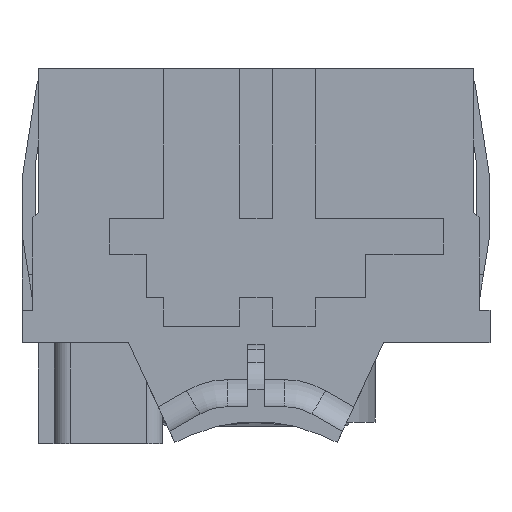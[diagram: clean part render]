
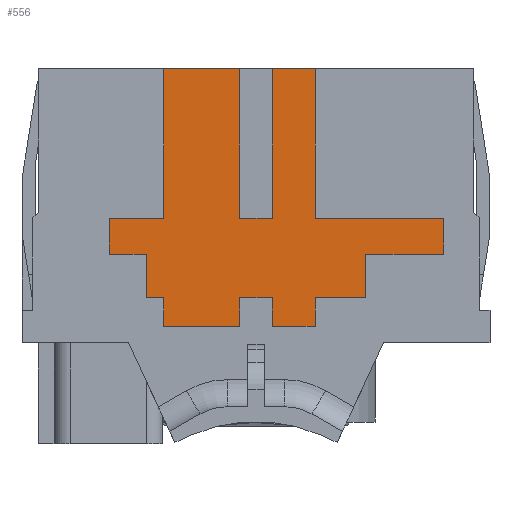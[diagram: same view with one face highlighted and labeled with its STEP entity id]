
A CAD part, front view. The second image highlights one B-rep face of the part: STEP entity #556.
In plain terms, the highlighted planar face has unit normal (0, -1, 0).
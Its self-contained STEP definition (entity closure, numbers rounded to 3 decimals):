
#213=FACE_OUTER_BOUND('',#3188,.T.);
#556=ADVANCED_FACE('',(#213),#915,.F.);
#915=PLANE('',#7596);
#1192=LINE('',#9941,#2134);
#1473=LINE('',#10561,#2415);
#1478=LINE('',#10571,#2420);
#1480=LINE('',#10574,#2422);
#1488=LINE('',#10590,#2430);
#1507=LINE('',#10627,#2449);
#1508=LINE('',#10629,#2450);
#1509=LINE('',#10631,#2451);
#1510=LINE('',#10633,#2452);
#1511=LINE('',#10635,#2453);
#1512=LINE('',#10637,#2454);
#1513=LINE('',#10639,#2455);
#1514=LINE('',#10641,#2456);
#1515=LINE('',#10643,#2457);
#1516=LINE('',#10645,#2458);
#1517=LINE('',#10647,#2459);
#1518=LINE('',#10649,#2460);
#1519=LINE('',#10651,#2461);
#1520=LINE('',#10653,#2462);
#1521=LINE('',#10655,#2463);
#1522=LINE('',#10657,#2464);
#1523=LINE('',#10659,#2465);
#1524=LINE('',#10661,#2466);
#1525=LINE('',#10663,#2467);
#2134=VECTOR('',#8011,1.);
#2415=VECTOR('',#8516,1.);
#2420=VECTOR('',#8523,1.);
#2422=VECTOR('',#8527,1.);
#2430=VECTOR('',#8541,1.);
#2449=VECTOR('',#8564,1.);
#2450=VECTOR('',#8567,1.);
#2451=VECTOR('',#8568,1.);
#2452=VECTOR('',#8569,1.);
#2453=VECTOR('',#8570,1.);
#2454=VECTOR('',#8571,1.);
#2455=VECTOR('',#8572,1.);
#2456=VECTOR('',#8573,1.);
#2457=VECTOR('',#8574,1.);
#2458=VECTOR('',#8575,1.);
#2459=VECTOR('',#8576,1.);
#2460=VECTOR('',#8577,1.);
#2461=VECTOR('',#8578,1.);
#2462=VECTOR('',#8579,1.);
#2463=VECTOR('',#8580,1.);
#2464=VECTOR('',#8581,1.);
#2465=VECTOR('',#8582,1.);
#2466=VECTOR('',#8583,1.);
#2467=VECTOR('',#8584,1.);
#3188=EDGE_LOOP('',(#4150,#4151,#4152,#4153,#4154,#4155,#4156,#4157,#4158,
#4159,#4160,#4161,#4162,#4163,#4164,#4165,#4166,#4167,#4168,#4169,#4170,
#4171,#4172,#4173));
#4150=ORIENTED_EDGE('',*,*,#6711,.T.);
#4151=ORIENTED_EDGE('',*,*,#6712,.T.);
#4152=ORIENTED_EDGE('',*,*,#6713,.T.);
#4153=ORIENTED_EDGE('',*,*,#6714,.F.);
#4154=ORIENTED_EDGE('',*,*,#6715,.T.);
#4155=ORIENTED_EDGE('',*,*,#6716,.F.);
#4156=ORIENTED_EDGE('',*,*,#6717,.T.);
#4157=ORIENTED_EDGE('',*,*,#6718,.F.);
#4158=ORIENTED_EDGE('',*,*,#6719,.T.);
#4159=ORIENTED_EDGE('',*,*,#6720,.T.);
#4160=ORIENTED_EDGE('',*,*,#6721,.T.);
#4161=ORIENTED_EDGE('',*,*,#6722,.F.);
#4162=ORIENTED_EDGE('',*,*,#6723,.F.);
#4163=ORIENTED_EDGE('',*,*,#6724,.F.);
#4164=ORIENTED_EDGE('',*,*,#6725,.T.);
#4165=ORIENTED_EDGE('',*,*,#6726,.T.);
#4166=ORIENTED_EDGE('',*,*,#6727,.F.);
#4167=ORIENTED_EDGE('',*,*,#6728,.T.);
#4168=ORIENTED_EDGE('',*,*,#6729,.T.);
#4169=ORIENTED_EDGE('',*,*,#6372,.T.);
#4170=ORIENTED_EDGE('',*,*,#6684,.F.);
#4171=ORIENTED_EDGE('',*,*,#6682,.T.);
#4172=ORIENTED_EDGE('',*,*,#6677,.F.);
#4173=ORIENTED_EDGE('',*,*,#6692,.T.);
#5664=VERTEX_POINT('',#9942);
#5665=VERTEX_POINT('',#9943);
#5874=VERTEX_POINT('',#10560);
#5875=VERTEX_POINT('',#10562);
#5878=VERTEX_POINT('',#10569);
#5883=VERTEX_POINT('',#10589);
#5899=VERTEX_POINT('',#10626);
#5900=VERTEX_POINT('',#10630);
#5901=VERTEX_POINT('',#10632);
#5902=VERTEX_POINT('',#10634);
#5903=VERTEX_POINT('',#10636);
#5904=VERTEX_POINT('',#10638);
#5905=VERTEX_POINT('',#10640);
#5906=VERTEX_POINT('',#10642);
#5907=VERTEX_POINT('',#10644);
#5908=VERTEX_POINT('',#10646);
#5909=VERTEX_POINT('',#10648);
#5910=VERTEX_POINT('',#10650);
#5911=VERTEX_POINT('',#10652);
#5912=VERTEX_POINT('',#10654);
#5913=VERTEX_POINT('',#10656);
#5914=VERTEX_POINT('',#10658);
#5915=VERTEX_POINT('',#10660);
#5916=VERTEX_POINT('',#10662);
#6372=EDGE_CURVE('',#5664,#5665,#1192,.T.);
#6677=EDGE_CURVE('',#5874,#5875,#1473,.T.);
#6682=EDGE_CURVE('',#5878,#5875,#1478,.T.);
#6684=EDGE_CURVE('',#5878,#5665,#1480,.T.);
#6692=EDGE_CURVE('',#5874,#5883,#1488,.T.);
#6711=EDGE_CURVE('',#5883,#5899,#1507,.T.);
#6712=EDGE_CURVE('',#5899,#5900,#1508,.T.);
#6713=EDGE_CURVE('',#5900,#5901,#1509,.T.);
#6714=EDGE_CURVE('',#5902,#5901,#1510,.T.);
#6715=EDGE_CURVE('',#5902,#5903,#1511,.T.);
#6716=EDGE_CURVE('',#5904,#5903,#1512,.T.);
#6717=EDGE_CURVE('',#5904,#5905,#1513,.T.);
#6718=EDGE_CURVE('',#5906,#5905,#1514,.T.);
#6719=EDGE_CURVE('',#5906,#5907,#1515,.T.);
#6720=EDGE_CURVE('',#5907,#5908,#1516,.T.);
#6721=EDGE_CURVE('',#5908,#5909,#1517,.T.);
#6722=EDGE_CURVE('',#5910,#5909,#1518,.T.);
#6723=EDGE_CURVE('',#5911,#5910,#1519,.T.);
#6724=EDGE_CURVE('',#5912,#5911,#1520,.T.);
#6725=EDGE_CURVE('',#5912,#5913,#1521,.T.);
#6726=EDGE_CURVE('',#5913,#5914,#1522,.T.);
#6727=EDGE_CURVE('',#5915,#5914,#1523,.T.);
#6728=EDGE_CURVE('',#5915,#5916,#1524,.T.);
#6729=EDGE_CURVE('',#5916,#5664,#1525,.T.);
#7596=AXIS2_PLACEMENT_3D('',#10664,#8585,#8586);
#8011=DIRECTION('',(0.,0.,1.));
#8516=DIRECTION('',(-1.,0.,0.));
#8523=DIRECTION('',(0.,0.,1.));
#8527=DIRECTION('',(-1.,0.,0.));
#8541=DIRECTION('',(0.,0.,1.));
#8564=DIRECTION('',(-1.,0.,0.));
#8567=DIRECTION('',(0.,0.,1.));
#8568=DIRECTION('',(-1.,0.,0.));
#8569=DIRECTION('',(0.,0.,1.));
#8570=DIRECTION('',(-1.,0.,0.));
#8571=DIRECTION('',(0.,0.,-1.));
#8572=DIRECTION('',(-1.,0.,0.));
#8573=DIRECTION('',(0.,0.,1.));
#8574=DIRECTION('',(-1.,0.,0.));
#8575=DIRECTION('',(0.,0.,-1.));
#8576=DIRECTION('',(1.,0.,0.));
#8577=DIRECTION('',(0.,0.,1.));
#8578=DIRECTION('',(-1.,0.,0.));
#8579=DIRECTION('',(0.,0.,1.));
#8580=DIRECTION('',(1.,0.,0.));
#8581=DIRECTION('',(0.,0.,1.));
#8582=DIRECTION('',(-1.,0.,0.));
#8583=DIRECTION('',(0.,0.,-1.));
#8584=DIRECTION('',(1.,0.,0.));
#8585=DIRECTION('',(0.,1.,0.));
#8586=DIRECTION('',(0.,0.,1.));
#9941=CARTESIAN_POINT('',(1710.018,-621.597,1316.447));
#9942=CARTESIAN_POINT('',(1710.018,-621.597,1328.648));
#9943=CARTESIAN_POINT('',(1710.018,-621.597,1331.298));
#10560=CARTESIAN_POINT('',(1721.843,-621.597,1335.298));
#10561=CARTESIAN_POINT('',(1598.8,-621.597,1335.298));
#10562=CARTESIAN_POINT('',(1714.668,-621.597,1335.298));
#10569=CARTESIAN_POINT('',(1714.668,-621.597,1331.298));
#10571=CARTESIAN_POINT('',(1714.668,-621.597,1334.748));
#10574=CARTESIAN_POINT('',(1708.268,-621.597,1331.298));
#10589=CARTESIAN_POINT('',(1721.843,-621.597,1338.598));
#10590=CARTESIAN_POINT('',(1721.843,-621.597,1316.447));
#10626=CARTESIAN_POINT('',(1710.018,-621.597,1338.598));
#10627=CARTESIAN_POINT('',(1713.068,-621.597,1338.598));
#10629=CARTESIAN_POINT('',(1710.018,-621.597,1316.447));
#10630=CARTESIAN_POINT('',(1710.018,-621.597,1352.398));
#10631=CARTESIAN_POINT('',(0.,-621.597,1352.398));
#10632=CARTESIAN_POINT('',(1706.068,-621.597,1352.398));
#10633=CARTESIAN_POINT('',(1706.068,-621.597,1354.004));
#10634=CARTESIAN_POINT('',(1706.068,-621.597,1338.598));
#10635=CARTESIAN_POINT('',(1709.868,-621.597,1338.598));
#10636=CARTESIAN_POINT('',(1703.068,-621.597,1338.598));
#10637=CARTESIAN_POINT('',(1703.068,-621.597,1316.447));
#10638=CARTESIAN_POINT('',(1703.068,-621.597,1352.398));
#10639=CARTESIAN_POINT('',(0.,-621.597,1352.398));
#10640=CARTESIAN_POINT('',(1696.068,-621.597,1352.398));
#10641=CARTESIAN_POINT('',(1696.068,-621.597,1316.447));
#10642=CARTESIAN_POINT('',(1696.068,-621.597,1338.598));
#10643=CARTESIAN_POINT('',(1713.068,-621.597,1338.598));
#10644=CARTESIAN_POINT('',(1691.068,-621.597,1338.598));
#10645=CARTESIAN_POINT('',(1691.068,-621.597,1316.447));
#10646=CARTESIAN_POINT('',(1691.068,-621.597,1335.298));
#10647=CARTESIAN_POINT('',(1713.068,-621.597,1335.298));
#10648=CARTESIAN_POINT('',(1694.468,-621.597,1335.298));
#10649=CARTESIAN_POINT('',(1694.468,-621.597,1316.447));
#10650=CARTESIAN_POINT('',(1694.468,-621.597,1331.298));
#10651=CARTESIAN_POINT('',(1708.268,-621.597,1331.298));
#10652=CARTESIAN_POINT('',(1696.068,-621.597,1331.298));
#10653=CARTESIAN_POINT('',(1696.068,-621.597,1316.447));
#10654=CARTESIAN_POINT('',(1696.068,-621.597,1328.648));
#10655=CARTESIAN_POINT('',(1685.268,-621.597,1328.648));
#10656=CARTESIAN_POINT('',(1703.068,-621.597,1328.648));
#10657=CARTESIAN_POINT('',(1703.068,-621.597,1367.259));
#10658=CARTESIAN_POINT('',(1703.068,-621.597,1331.298));
#10659=CARTESIAN_POINT('',(1704.668,-621.597,1331.298));
#10660=CARTESIAN_POINT('',(1706.068,-621.597,1331.298));
#10661=CARTESIAN_POINT('',(1706.068,-621.597,1316.447));
#10662=CARTESIAN_POINT('',(1706.068,-621.597,1328.648));
#10663=CARTESIAN_POINT('',(1685.268,-621.597,1328.648));
#10664=CARTESIAN_POINT('',(1713.068,-621.597,1316.447));
